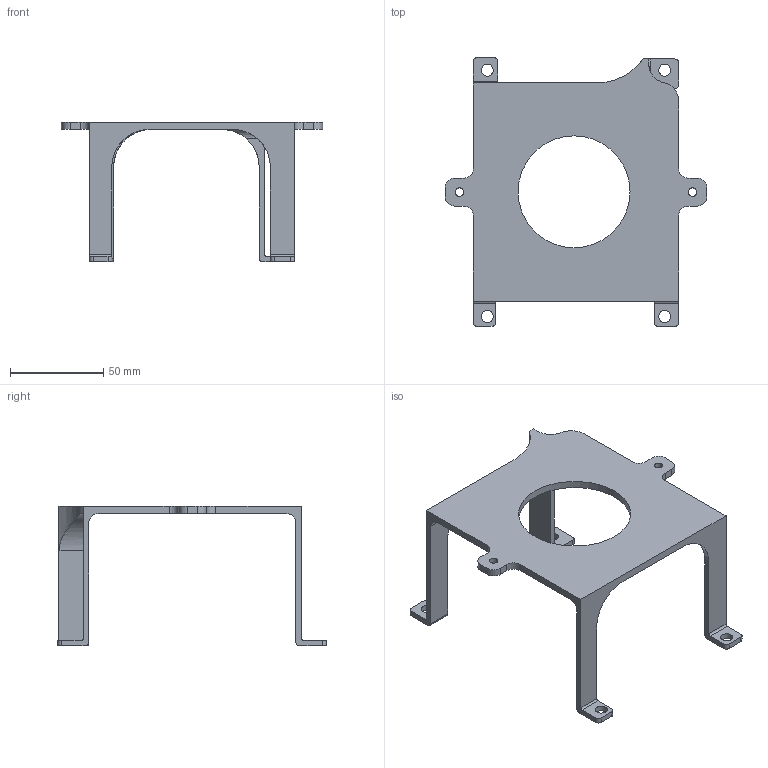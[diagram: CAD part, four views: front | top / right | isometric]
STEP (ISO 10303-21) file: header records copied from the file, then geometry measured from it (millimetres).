
FILE_DESCRIPTION(/* description */ (''),/* implementation_level */ '2;1');
FILE_NAME(/* name */ 'REASAN_Jetson_Cage.step',/* time_stamp */ '2025-12-15T19:52:27+01:00',/* author */ (''),/* organization */ (''),/* preprocessor_version */ 'ST-DEVELOPER v20.1',/* originating_system */ 'Autodesk Translation Framework v14.21.0.0',/* authorisation */ '');
FILE_SCHEMA (('AUTOMOTIVE_DESIGN { 1 0 10303 214 3 1 1 }'));
Length unit declared in the file: millimetre
Products named in the file (1): 2025-11-13-17-10-34-508
Bounding box: 140 x 144 x 75 mm (x, y, z)
Volume: 58221 mm3; surface area: 35498 mm2
Topology: 1 solids, 1 shells, 79 faces, 230 edges, 153 vertices
Faces by surface type: cylinder 43, plane 36
Full cylindrical faces by diameter (mm): 4.5 x2, 6.4 x4, 60 x1
Entity records: 2748 total; most frequent: CARTESIAN_POINT 522, DIRECTION 462, ORIENTED_EDGE 460, EDGE_CURVE 230, AXIS2_PLACEMENT_3D 159, VERTEX_POINT 153, LINE 144, VECTOR 144
